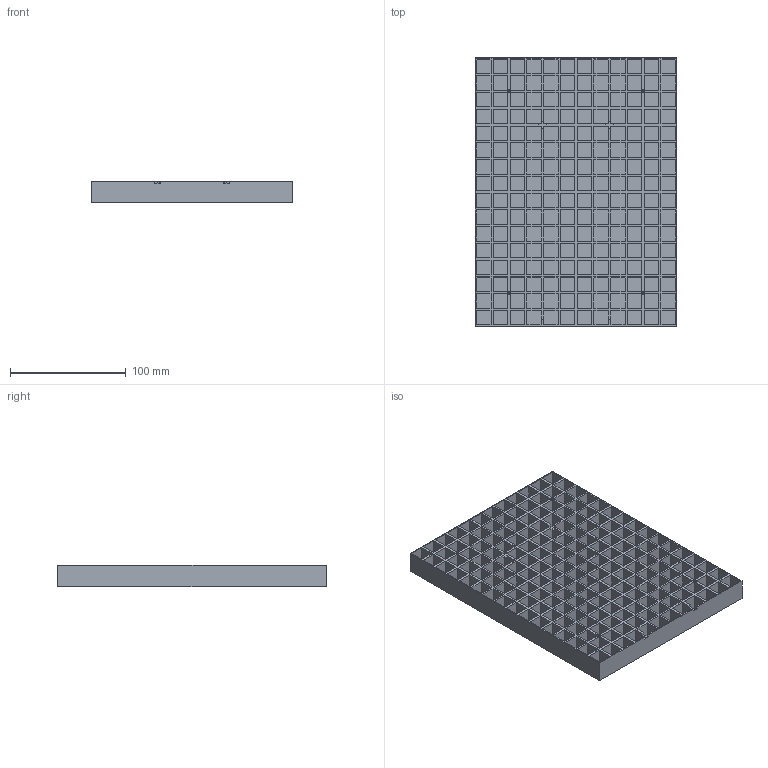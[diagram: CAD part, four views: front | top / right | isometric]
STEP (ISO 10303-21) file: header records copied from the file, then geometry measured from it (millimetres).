
FILE_DESCRIPTION(/* description */ ('STEP AP242','CAx-IF Rec.Pracs.---Representation and Presentation of Product Manufacturing Information (PMI)---4.0---2014-10-13','CAx-IF Rec.Pracs.---3D Tessellated Geometry---0.4---2014-09-14','2;1'),/* implementation_level */ '2;1');
FILE_NAME(/* name */ '66269a8b3cb6076c19b36dd2',/* time_stamp */ '2024-04-22T17:12:43Z',/* author */ (''),/* organization */ (''),/* preprocessor_version */ 'ST-DEVELOPER v20',/* originating_system */ ' ',/* authorisation */ ' ');
FILE_SCHEMA (('AP242_MANAGED_MODEL_BASED_3D_ENGINEERING_MIM_LF { 1 0 10303 442 1 1 4 }'));
Length unit declared in the file: metre
Products named in the file (1): grid-8-v2-small
Bounding box: 174 x 232 x 18.8 mm (x, y, z)
Volume: 212673.1 mm3; surface area: 270853.9 mm2
Topology: 1 solids, 1 shells, 996 faces, 2420 edges, 1612 vertices
Faces by surface type: plane 988, cylinder 4, cone 4
Full cylindrical faces by diameter (mm): 1.8 x4
Entity records: 28506 total; most frequent: CARTESIAN_POINT 5021, ORIENTED_EDGE 4824, DIRECTION 4418, EDGE_CURVE 2412, LINE 2400, VECTOR 2400, VERTEX_POINT 1612, EDGE_LOOP 1190
